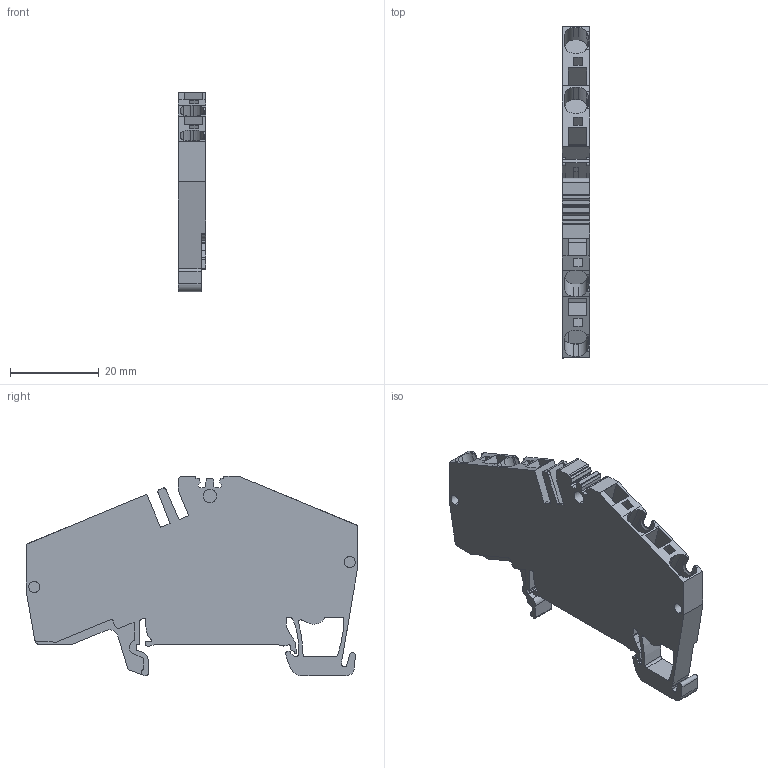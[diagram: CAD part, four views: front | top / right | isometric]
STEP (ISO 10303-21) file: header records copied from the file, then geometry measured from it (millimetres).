
FILE_DESCRIPTION(('CATIA V5R22 STEP214','CAx-IF Rec.Pracs.--- Model Styling and Organization---1.4--- 2014-01-23'),'2;1');
FILE_NAME ('022361-2_0', '2021-05-11T08:59:14+00:00', ('Weidmueller Interface'), ('Weidmueller'), 'CATIA Version 5-6 Release 2016 SP3 HF44', 'CATIA V5 STEP AP214', 'none');
FILE_SCHEMA(('AUTOMOTIVE_DESIGN { 1 0 10303 214 1 1 1 1 }'));
Length unit declared in the file: millimetre
Products named in the file (1): 1806980000
Bounding box: 6.1 x 74.89 x 45.11 mm (x, y, z)
Volume: 11899 mm3; surface area: 8452.7 mm2
Topology: 1 solids, 1 shells, 369 faces, 1093 edges, 737 vertices
Faces by surface type: plane 215, cylinder 135, extrusion 13, cone 4, bspline 2
Entity records: 12405 total; most frequent: CARTESIAN_POINT 2757, ORIENTED_EDGE 2186, DIRECTION 1671, EDGE_CURVE 1093, VECTOR 758, LINE 745, VERTEX_POINT 737, AXIS2_PLACEMENT_3D 594
